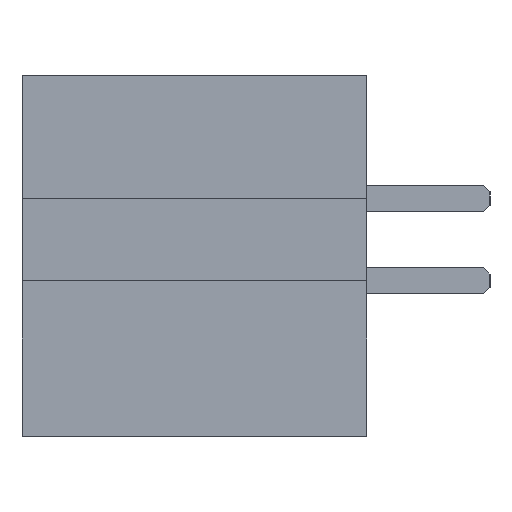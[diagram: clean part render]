
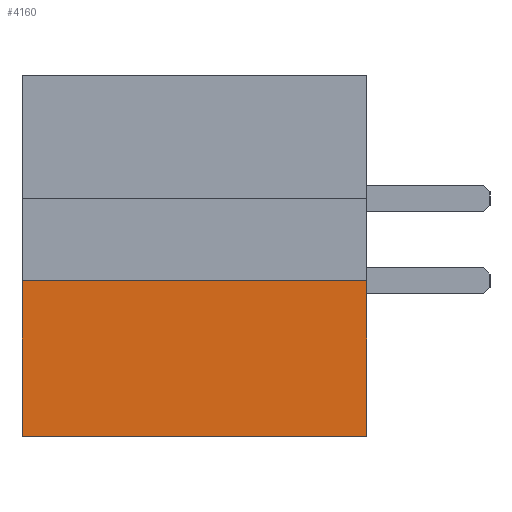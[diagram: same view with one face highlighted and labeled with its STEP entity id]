
A CAD part, left-side view. The second image highlights one B-rep face of the part: STEP entity #4160.
In plain terms, the highlighted planar face has unit normal (-1, 0, 0).
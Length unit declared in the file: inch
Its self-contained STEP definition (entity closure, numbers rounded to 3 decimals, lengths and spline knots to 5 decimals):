
#109=ORIENTED_EDGE('',*,*,#1323,.F.);
#110=ORIENTED_EDGE('',*,*,#1325,.T.);
#111=ORIENTED_EDGE('',*,*,#1301,.T.);
#112=ORIENTED_EDGE('',*,*,#1273,.T.);
#1273=EDGE_CURVE('',#1885,#1887,#2295,.T.);
#1301=EDGE_CURVE('',#1913,#1885,#2323,.T.);
#1323=EDGE_CURVE('',#1928,#1887,#2345,.T.);
#1325=EDGE_CURVE('',#1928,#1913,#2347,.T.);
#1885=VERTEX_POINT('',#5675);
#1887=VERTEX_POINT('',#5679);
#1913=VERTEX_POINT('',#5736);
#1928=VERTEX_POINT('',#5776);
#2295=LINE('',#5680,#2909);
#2323=LINE('',#5735,#2937);
#2345=LINE('',#5777,#2959);
#2347=LINE('',#5780,#2961);
#2909=VECTOR('',#4629,39.37008);
#2937=VECTOR('',#4661,39.37008);
#2959=VECTOR('',#4691,39.37008);
#2961=VECTOR('',#4695,39.37008);
#3524=EDGE_LOOP('',(#109,#110,#111,#112));
#3736=FACE_BOUND('',#3524,.T.);
#3948=PLANE('',#4409);
#4160=ADVANCED_FACE('',(#3736),#3948,.F.);
#4409=AXIS2_PLACEMENT_3D('',#5779,#4693,#4694);
#4629=DIRECTION('',(0.,-1.,0.));
#4661=DIRECTION('',(0.,0.,-1.));
#4691=DIRECTION('',(0.,0.,-1.));
#4693=DIRECTION('',(1.,0.,0.));
#4694=DIRECTION('',(0.,0.,-1.));
#4695=DIRECTION('',(0.,1.,0.));
#5675=CARTESIAN_POINT('',(-0.3,0.21,-0.12));
#5679=CARTESIAN_POINT('',(-0.3,0.,-0.12));
#5680=CARTESIAN_POINT('',(-0.3,0.21,-0.12));
#5735=CARTESIAN_POINT('',(-0.3,0.21,0.1));
#5736=CARTESIAN_POINT('',(-0.3,0.21,-0.025));
#5776=CARTESIAN_POINT('',(-0.3,0.,-0.025));
#5777=CARTESIAN_POINT('',(-0.3,0.,0.1));
#5779=CARTESIAN_POINT('',(-0.3,0.21,0.1));
#5780=CARTESIAN_POINT('',(-0.3,0.21,-0.025));
